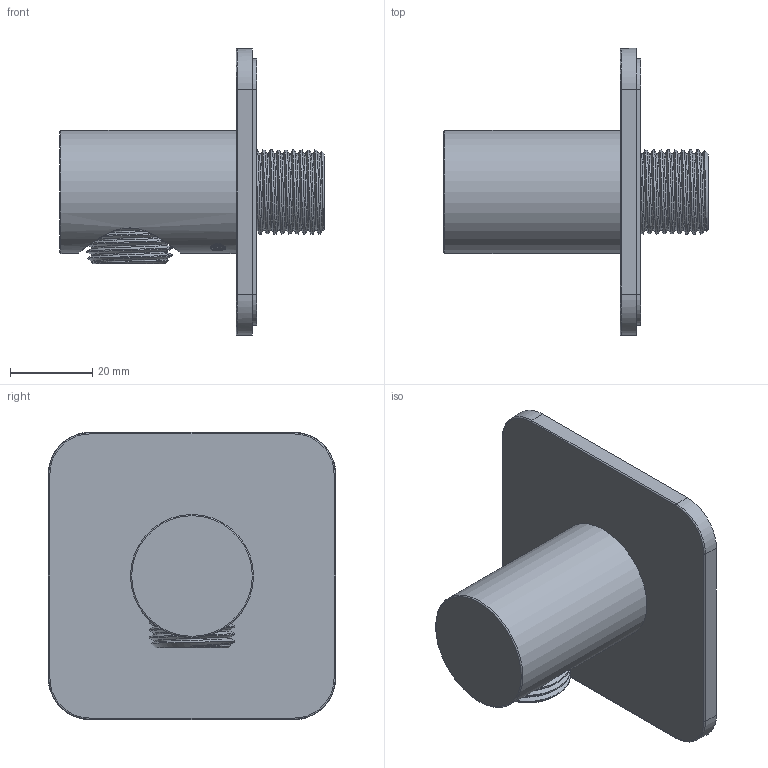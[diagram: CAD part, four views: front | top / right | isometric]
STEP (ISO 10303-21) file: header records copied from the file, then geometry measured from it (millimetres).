
FILE_DESCRIPTION(/* description */ ('Unknown'),/* implementation_level */ '2;1');
FILE_NAME(/* name */ 'GL517-00',/* time_stamp */ '2021-04-12T15:22:00+02:00',/* author */ ('Unknown'),/* organization */ ('Unknown'),/* preprocessor_version */ 'ST-DEVELOPER v16.7',/* originating_system */ 'DEX',/* authorisation */ $);
FILE_SCHEMA (('AUTOMOTIVE_DESIGN {1 0 10303 214 3 1 1}'));
Length unit declared in the file: millimetre
Products named in the file (2): GL517-00; E095038_SEMPL
Assembly tree (1 placements, depth 2):
  GL517-00
    E095038_SEMPL
Bounding box: 64.5 x 70 x 70 mm (x, y, z)
Volume: 46563.3 mm3; surface area: 25481.5 mm2
Topology: 1 solids, 1 shells, 356 faces, 934 edges, 591 vertices
Faces by surface type: cylinder 105, bspline 96, plane 92, cone 34, sphere 20, torus 9
Full cylindrical faces by diameter (mm): 8 x2, 11 x1, 11.65 x1, 14 x1, 15.1 x1, 18.5 x1, 18.7 x1, 21.3 x2, 21.5 x1, 21.8 x1, 23 x2, 23.2 x1, 30 x1
Entity records: 21511 total; most frequent: CARTESIAN_POINT 14069, ORIENTED_EDGE 1724, DIRECTION 1157, EDGE_CURVE 862, VERTEX_POINT 566, AXIS2_PLACEMENT_3D 474, B_SPLINE_CURVE_WITH_KNOTS 440, FACE_BOUND 424
